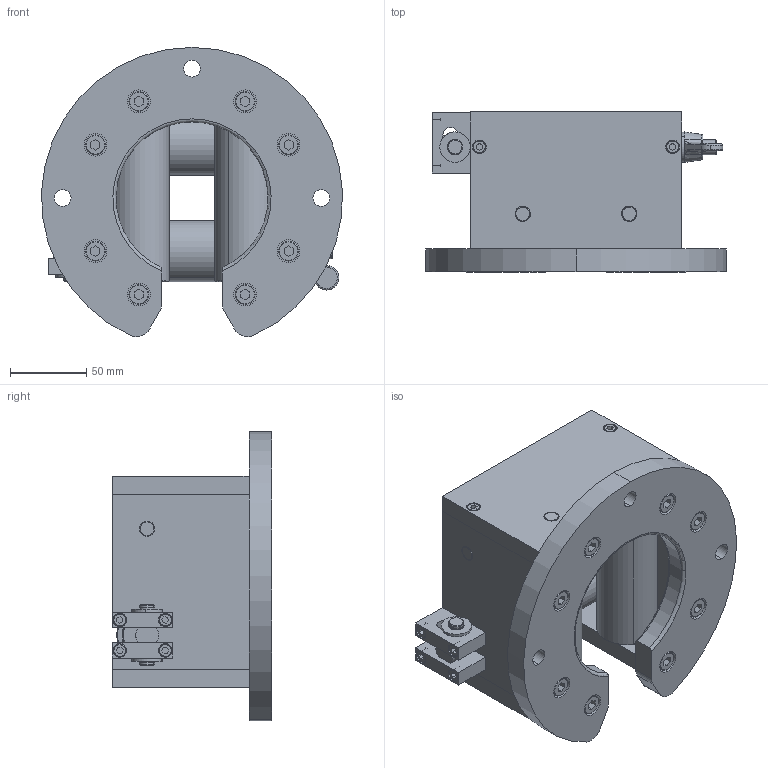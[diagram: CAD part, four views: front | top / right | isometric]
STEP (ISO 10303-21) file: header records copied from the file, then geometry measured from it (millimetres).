
FILE_DESCRIPTION (( 'STEP AP203' ), '1' );
FILE_NAME ('9122.STEP', '2018-08-28T11:02:14', ( '' ), ( '' ), 'SwSTEP 2.0', 'SolidWorks 2018', '' );
FILE_SCHEMA (( 'CONFIG_CONTROL_DESIGN' ));
Length unit declared in the file: millimetre
Products named in the file (1): 9122
Bounding box: 197.83 x 105 x 190.13 mm (x, y, z)
Surface area: 346547.2 mm2 (no closed solid volume)
Topology: 0 solids, 45 shells, 1040 faces, 2275 edges, 1419 vertices
Faces by surface type: cylinder 412, plane 348, cone 217, torus 34, bspline 29
Entity records: 33998 total; most frequent: CARTESIAN_POINT 10479, DIRECTION 5209, ORIENTED_EDGE 4501, EDGE_CURVE 2259, AXIS2_PLACEMENT_3D 2071, VERTEX_POINT 1419, EDGE_LOOP 1266, VECTOR 1067
